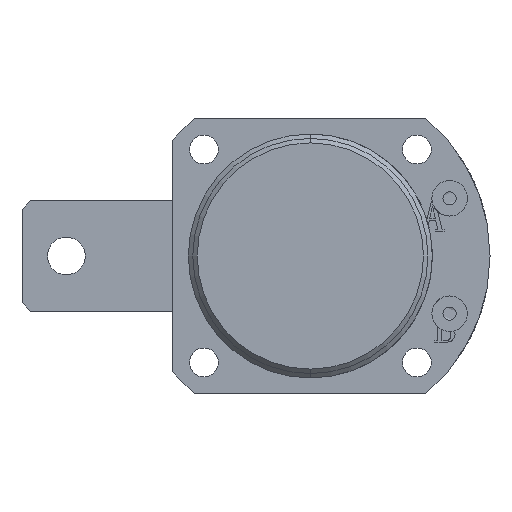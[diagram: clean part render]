
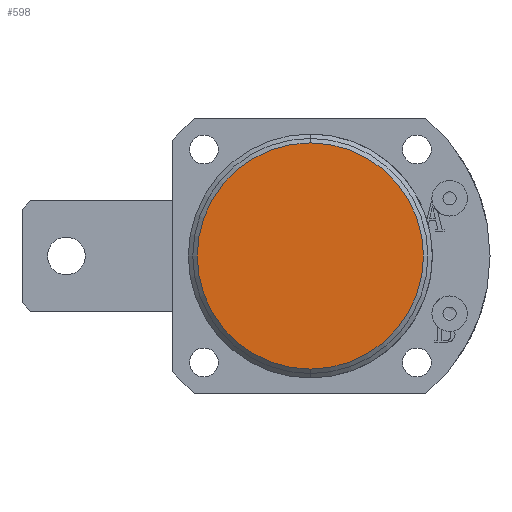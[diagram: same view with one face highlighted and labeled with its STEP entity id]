
A CAD part, front view. The second image highlights one B-rep face of the part: STEP entity #598.
In plain terms, the highlighted planar face has unit normal (0, -1, 0).
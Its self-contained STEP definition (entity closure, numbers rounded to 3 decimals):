
#598 = ADVANCED_FACE ( 'NONE', ( #989 ), #2159, .F. ) ;
#732 = AXIS2_PLACEMENT_3D ( 'NONE', #2161, #2156, #2155 ) ;
#989 = FACE_OUTER_BOUND ( 'NONE', #4542, .T. ) ;
#1122 = CARTESIAN_POINT ( 'NONE',  ( 0., 0., -25.5 ) ) ;
#1154 = CARTESIAN_POINT ( 'NONE',  ( 0., 0., 25.5 ) ) ;
#2155 = DIRECTION ( 'NONE',  ( 0., 0., 1. ) ) ;
#2156 = DIRECTION ( 'NONE',  ( 0., 1., 0. ) ) ;
#2159 = PLANE ( 'NONE',  #732 ) ;
#2161 = CARTESIAN_POINT ( 'NONE',  ( 26.5, 0., 0. ) ) ;
#3058 = CIRCLE ( 'NONE', #4306, 25.5 ) ;
#3076 = CIRCLE ( 'NONE', #4307, 25.5 ) ;
#4147 = EDGE_CURVE ( 'NONE', #5582, #5662, #3076, .T. ) ;
#4151 = EDGE_CURVE ( 'NONE', #5662, #5582, #3058, .T. ) ;
#4306 = AXIS2_PLACEMENT_3D ( 'NONE', #5134, #5133, #5132 ) ;
#4307 = AXIS2_PLACEMENT_3D ( 'NONE', #5148, #5147, #5146 ) ;
#4542 = EDGE_LOOP ( 'NONE', ( #4954, #5065 ) ) ;
#4954 = ORIENTED_EDGE ( 'NONE', *, *, #4147, .F. ) ;
#5065 = ORIENTED_EDGE ( 'NONE', *, *, #4151, .F. ) ;
#5132 = DIRECTION ( 'NONE',  ( 0., 0., 1. ) ) ;
#5133 = DIRECTION ( 'NONE',  ( 0., 1., 0. ) ) ;
#5134 = CARTESIAN_POINT ( 'NONE',  ( 0., 0., 0. ) ) ;
#5146 = DIRECTION ( 'NONE',  ( 0., 0., 1. ) ) ;
#5147 = DIRECTION ( 'NONE',  ( 0., 1., 0. ) ) ;
#5148 = CARTESIAN_POINT ( 'NONE',  ( 0., 0., 0. ) ) ;
#5582 = VERTEX_POINT ( 'NONE', #1154 ) ;
#5662 = VERTEX_POINT ( 'NONE', #1122 ) ;
